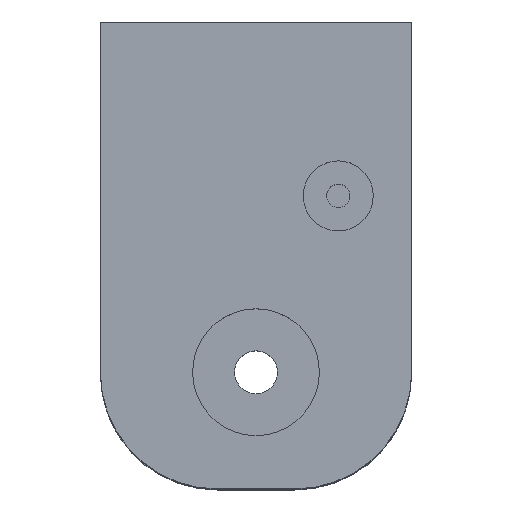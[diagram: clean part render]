
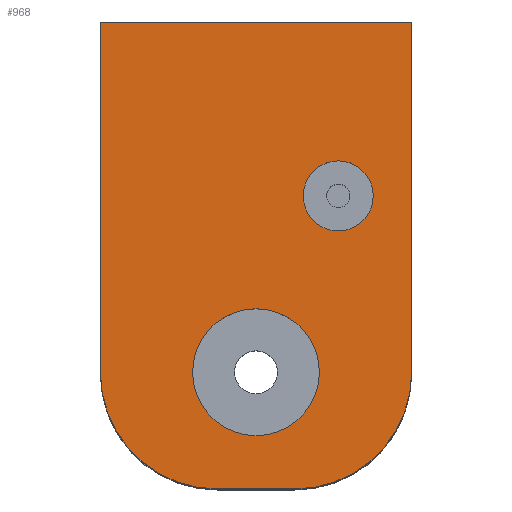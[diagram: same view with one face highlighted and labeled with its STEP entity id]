
A CAD part, top view. The second image highlights one B-rep face of the part: STEP entity #968.
In plain terms, the highlighted planar face has unit normal (0, 0, 1).
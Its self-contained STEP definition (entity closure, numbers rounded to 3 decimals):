
#28=FACE_BOUND('',#175,.T.);
#29=FACE_BOUND('',#176,.T.);
#59=PLANE('',#1082);
#106=FACE_OUTER_BOUND('',#174,.T.);
#174=EDGE_LOOP('',(#792,#793,#794,#795,#796,#797));
#175=EDGE_LOOP('',(#798));
#176=EDGE_LOOP('',(#799));
#251=LINE('',#1549,#337);
#269=LINE('',#1595,#355);
#282=LINE('',#1619,#368);
#283=LINE('',#1620,#369);
#337=VECTOR('',#1265,10.);
#355=VECTOR('',#1301,10.);
#368=VECTOR('',#1316,10.);
#369=VECTOR('',#1317,10.);
#389=CIRCLE('',#1019,4.5);
#420=CIRCLE('',#1074,15.);
#424=CIRCLE('',#1080,15.);
#425=CIRCLE('',#1083,8.15);
#435=VERTEX_POINT('',#1411);
#483=VERTEX_POINT('',#1546);
#484=VERTEX_POINT('',#1548);
#495=VERTEX_POINT('',#1572);
#501=VERTEX_POINT('',#1588);
#502=VERTEX_POINT('',#1589);
#503=VERTEX_POINT('',#1594);
#514=VERTEX_POINT('',#1621);
#523=EDGE_CURVE('',#435,#435,#389,.T.);
#588=EDGE_CURVE('',#484,#483,#251,.T.);
#600=EDGE_CURVE('',#484,#495,#420,.T.);
#608=EDGE_CURVE('',#501,#502,#424,.T.);
#611=EDGE_CURVE('',#502,#503,#269,.T.);
#624=EDGE_CURVE('',#503,#483,#282,.T.);
#625=EDGE_CURVE('',#501,#495,#283,.T.);
#626=EDGE_CURVE('',#514,#514,#425,.T.);
#792=ORIENTED_EDGE('',*,*,#600,.F.);
#793=ORIENTED_EDGE('',*,*,#588,.T.);
#794=ORIENTED_EDGE('',*,*,#624,.F.);
#795=ORIENTED_EDGE('',*,*,#611,.F.);
#796=ORIENTED_EDGE('',*,*,#608,.F.);
#797=ORIENTED_EDGE('',*,*,#625,.T.);
#798=ORIENTED_EDGE('',*,*,#523,.T.);
#799=ORIENTED_EDGE('',*,*,#626,.T.);
#968=ADVANCED_FACE('',(#106,#28,#29),#59,.T.);
#1019=AXIS2_PLACEMENT_3D('',#1412,#1123,#1124);
#1074=AXIS2_PLACEMENT_3D('',#1573,#1279,#1280);
#1080=AXIS2_PLACEMENT_3D('',#1590,#1295,#1296);
#1082=AXIS2_PLACEMENT_3D('',#1618,#1314,#1315);
#1083=AXIS2_PLACEMENT_3D('',#1622,#1318,#1319);
#1123=DIRECTION('center_axis',(0.,0.,-1.));
#1124=DIRECTION('ref_axis',(1.,0.,0.));
#1265=DIRECTION('',(0.,1.,0.));
#1279=DIRECTION('center_axis',(0.,0.,-1.));
#1280=DIRECTION('ref_axis',(0.707,-0.707,0.));
#1295=DIRECTION('center_axis',(0.,0.,-1.));
#1296=DIRECTION('ref_axis',(-0.707,-0.707,0.));
#1301=DIRECTION('',(0.,1.,0.));
#1314=DIRECTION('center_axis',(0.,0.,1.));
#1315=DIRECTION('ref_axis',(1.,0.,0.));
#1316=DIRECTION('',(1.,0.,0.));
#1317=DIRECTION('',(1.,0.,0.));
#1318=DIRECTION('center_axis',(0.,0.,-1.));
#1319=DIRECTION('ref_axis',(1.,0.,0.));
#1411=CARTESIAN_POINT('',(6.065,37.658,34.5));
#1412=CARTESIAN_POINT('Origin',(10.565,37.658,34.5));
#1546=CARTESIAN_POINT('',(20.,60.,34.5));
#1548=CARTESIAN_POINT('',(20.,15.,34.5));
#1549=CARTESIAN_POINT('',(20.,0.,34.5));
#1572=CARTESIAN_POINT('',(5.,0.,34.5));
#1573=CARTESIAN_POINT('Origin',(5.,15.,34.5));
#1588=CARTESIAN_POINT('',(-5.,0.,34.5));
#1589=CARTESIAN_POINT('',(-20.,15.,34.5));
#1590=CARTESIAN_POINT('Origin',(-5.,15.,34.5));
#1594=CARTESIAN_POINT('',(-20.,60.,34.5));
#1595=CARTESIAN_POINT('',(-20.,0.,34.5));
#1618=CARTESIAN_POINT('Origin',(-20.,0.,34.5));
#1619=CARTESIAN_POINT('',(-20.,60.,34.5));
#1620=CARTESIAN_POINT('',(-20.,0.,34.5));
#1621=CARTESIAN_POINT('',(-8.15,15.,34.5));
#1622=CARTESIAN_POINT('Origin',(0.,15.,34.5));
